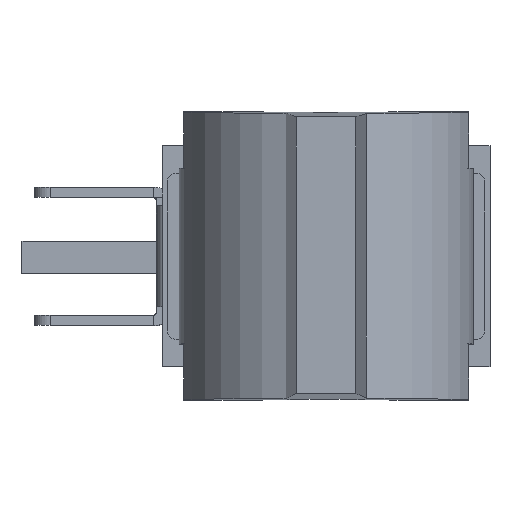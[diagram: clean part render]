
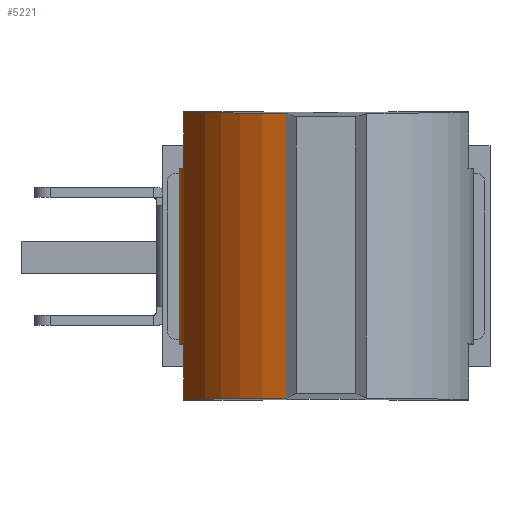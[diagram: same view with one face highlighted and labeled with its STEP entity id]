
A CAD part, top view. The second image highlights one B-rep face of the part: STEP entity #5221.
In plain terms, the highlighted cylindrical face has radius 5.84 mm (diameter 11.68 mm), a partial arc.
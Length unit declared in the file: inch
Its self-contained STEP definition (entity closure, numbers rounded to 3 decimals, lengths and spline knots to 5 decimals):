
#77=ELLIPSE('',#5519,0.22995,0.22992);
#81=ELLIPSE('',#5524,0.22995,0.22992);
#323=FACE_OUTER_BOUND('',#619,.T.);
#619=EDGE_LOOP('',(#3683,#3684,#3685,#3686,#3687,#3688,#3689,#3690));
#967=LINE('',#7731,#1542);
#971=LINE('',#7740,#1546);
#972=LINE('',#7742,#1547);
#973=LINE('',#7745,#1548);
#1542=VECTOR('',#6176,0.3937);
#1546=VECTOR('',#6186,0.3937);
#1547=VECTOR('',#6187,0.3937);
#1548=VECTOR('',#6190,0.3937);
#2077=CIRCLE('',#5566,0.22992);
#2078=CIRCLE('',#5568,0.22992);
#2231=VERTEX_POINT('',#7570);
#2232=VERTEX_POINT('',#7572);
#2236=VERTEX_POINT('',#7581);
#2242=VERTEX_POINT('',#7593);
#2287=VERTEX_POINT('',#7729);
#2288=VERTEX_POINT('',#7733);
#2290=VERTEX_POINT('',#7741);
#2291=VERTEX_POINT('',#7743);
#2744=EDGE_CURVE('',#2232,#2231,#77,.T.);
#2755=EDGE_CURVE('',#2236,#2242,#81,.T.);
#2822=EDGE_CURVE('',#2242,#2287,#967,.T.);
#2824=EDGE_CURVE('',#2287,#2288,#2077,.T.);
#2827=EDGE_CURVE('',#2236,#2231,#971,.T.);
#2828=EDGE_CURVE('',#2288,#2290,#972,.T.);
#2829=EDGE_CURVE('',#2290,#2291,#2078,.T.);
#2830=EDGE_CURVE('',#2291,#2232,#973,.T.);
#3683=ORIENTED_EDGE('',*,*,#2744,.T.);
#3684=ORIENTED_EDGE('',*,*,#2827,.F.);
#3685=ORIENTED_EDGE('',*,*,#2755,.T.);
#3686=ORIENTED_EDGE('',*,*,#2822,.T.);
#3687=ORIENTED_EDGE('',*,*,#2824,.T.);
#3688=ORIENTED_EDGE('',*,*,#2828,.T.);
#3689=ORIENTED_EDGE('',*,*,#2829,.T.);
#3690=ORIENTED_EDGE('',*,*,#2830,.T.);
#5112=CYLINDRICAL_SURFACE('',#5567,0.22992);
#5221=ADVANCED_FACE('',(#323),#5112,.T.);
#5519=AXIS2_PLACEMENT_3D('',#7573,#6027,#6028);
#5524=AXIS2_PLACEMENT_3D('',#7595,#6044,#6045);
#5566=AXIS2_PLACEMENT_3D('',#7735,#6180,#6181);
#5567=AXIS2_PLACEMENT_3D('',#7739,#6184,#6185);
#5568=AXIS2_PLACEMENT_3D('',#7744,#6188,#6189);
#6027=DIRECTION('center_axis',(0.,1.,
-0.016));
#6028=DIRECTION('ref_axis',(0.,0.016,1.));
#6044=DIRECTION('center_axis',(0.,-1.,
-0.015));
#6045=DIRECTION('ref_axis',(0.,-0.015,1.));
#6176=DIRECTION('',(0.,-1.,0.));
#6180=DIRECTION('center_axis',(0.,-1.,
0.));
#6181=DIRECTION('ref_axis',(-0.272,0.,0.962));
#6184=DIRECTION('center_axis',(0.,-1.,
0.));
#6185=DIRECTION('ref_axis',(-0.272,0.,0.962));
#6186=DIRECTION('',(0.,-1.,0.));
#6187=DIRECTION('',(0.,-1.,0.));
#6188=DIRECTION('center_axis',(0.,1.,
0.));
#6189=DIRECTION('ref_axis',(-0.272,0.,0.962));
#6190=DIRECTION('',(0.,-1.,0.));
#7570=CARTESIAN_POINT('',(0.08634,0.26416,0.67816));
#7572=CARTESIAN_POINT('',(-0.07389,0.26155,0.51362));
#7573=CARTESIAN_POINT('Origin',(0.14894,0.26065,0.45692));
#7581=CARTESIAN_POINT('',(0.08634,0.70908,0.67797));
#7593=CARTESIAN_POINT('',(-0.07389,0.71155,0.51342));
#7595=CARTESIAN_POINT('Origin',(0.14894,0.7124,0.45673));
#7729=CARTESIAN_POINT('',(-0.07389,0.62395,0.51346));
#7731=CARTESIAN_POINT('',(-0.07389,0.48655,0.51352));
#7733=CARTESIAN_POINT('',(-0.08099,0.62393,0.45677));
#7735=CARTESIAN_POINT('Origin',(0.14894,0.62393,0.45677));
#7739=CARTESIAN_POINT('Origin',(0.14894,0.48653,0.45683));
#7740=CARTESIAN_POINT('',(0.08634,0.48662,0.67806));
#7741=CARTESIAN_POINT('',(-0.08099,0.34912,0.45689));
#7742=CARTESIAN_POINT('',(-0.08099,0.48653,0.45683));
#7743=CARTESIAN_POINT('',(-0.07389,0.34915,0.51358));
#7744=CARTESIAN_POINT('Origin',(0.14894,0.34912,0.45689));
#7745=CARTESIAN_POINT('',(-0.07389,0.48655,0.51352));
